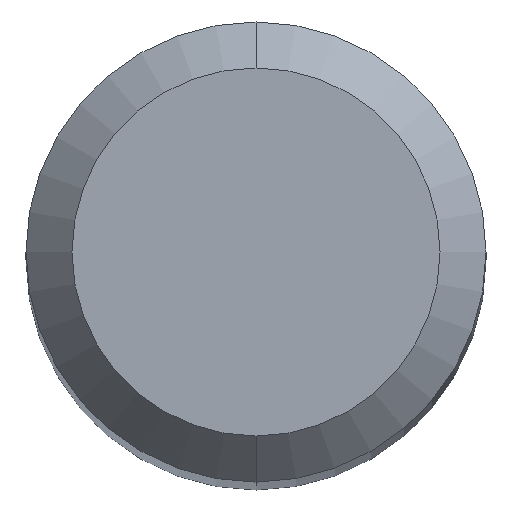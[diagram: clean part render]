
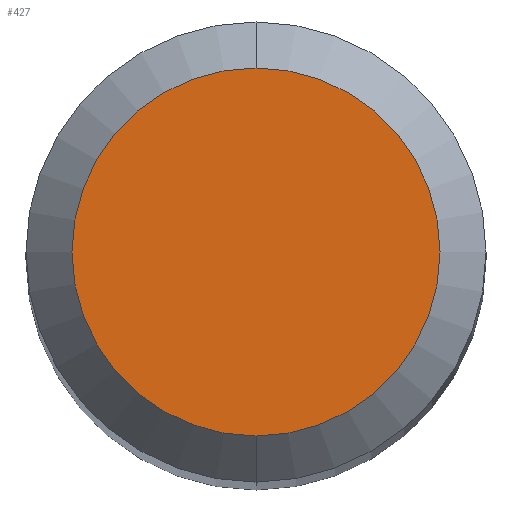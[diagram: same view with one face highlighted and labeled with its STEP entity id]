
A CAD part, top view. The second image highlights one B-rep face of the part: STEP entity #427.
In plain terms, the highlighted planar face has unit normal (0, 0, 1).
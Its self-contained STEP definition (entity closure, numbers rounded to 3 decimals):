
#259=VERTEX_POINT('',#559);
#363=VERTEX_POINT('',#674);
#399=EDGE_CURVE('',#363,#259,#713,.T.);
#411=EDGE_CURVE('',#259,#363,#727,.T.);
#427=ADVANCED_FACE('',(#743),#744,.T.);
#559=CARTESIAN_POINT('',(0.,-1.2,28.779));
#674=CARTESIAN_POINT('',(0.0,1.2,28.779));
#713=CIRCLE('',#1322,1.2);
#727=CIRCLE('',#1339,1.2);
#743=FACE_OUTER_BOUND('',#1379,.T.);
#744=PLANE('',#1380);
#1322=AXIS2_PLACEMENT_3D('',#1700,#1701,#1702);
#1339=AXIS2_PLACEMENT_3D('',#1726,#1727,#1728);
#1379=EDGE_LOOP('',(#1737,#1738));
#1380=AXIS2_PLACEMENT_3D('',#1739,#1740,#1741);
#1700=CARTESIAN_POINT('',(0.0,0.0,28.779));
#1701=DIRECTION('',(0.0,0.0,-1.0));
#1702=DIRECTION('',(0.0,1.0,0.0));
#1726=CARTESIAN_POINT('',(0.0,0.0,28.779));
#1727=DIRECTION('',(0.0,0.0,-1.0));
#1728=DIRECTION('',(0.0,1.0,0.0));
#1737=ORIENTED_EDGE('',*,*,#399,.F.);
#1738=ORIENTED_EDGE('',*,*,#411,.F.);
#1739=CARTESIAN_POINT('',(0.0,0.6,28.779));
#1740=DIRECTION('',(-0.0,0.0,1.0));
#1741=DIRECTION('',(0.0,-1.0,0.0));
